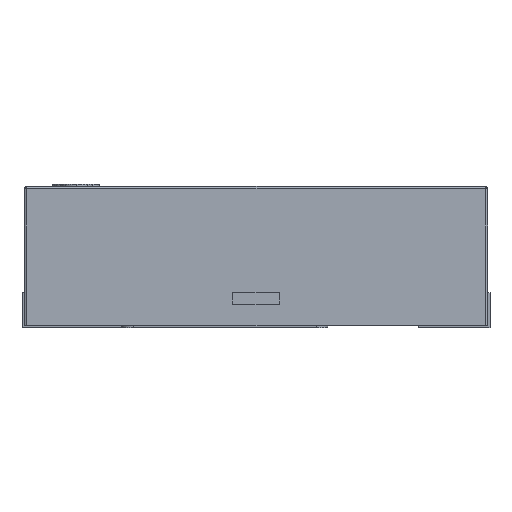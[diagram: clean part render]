
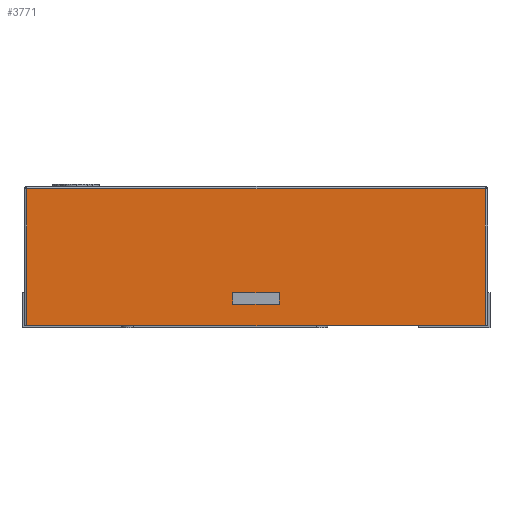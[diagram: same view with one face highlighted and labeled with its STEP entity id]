
A CAD part, left-side view. The second image highlights one B-rep face of the part: STEP entity #3771.
In plain terms, the highlighted planar face has unit normal (-1, 0, 0).
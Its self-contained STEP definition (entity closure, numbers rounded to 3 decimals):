
#248 = DIRECTION ( 'NONE',  ( 0., -1., 0. ) ) ;
#700 = ORIENTED_EDGE ( 'NONE', *, *, #6054, .F. ) ;
#1141 = CARTESIAN_POINT ( 'NONE',  ( -1., 0.99, -0.6 ) ) ;
#1288 = ORIENTED_EDGE ( 'NONE', *, *, #9951, .T. ) ;
#1371 = LINE ( 'NONE', #9147, #16444 ) ;
#1599 = CARTESIAN_POINT ( 'NONE',  ( -1., 0.99, -0.6 ) ) ;
#1658 = EDGE_CURVE ( 'NONE', #9340, #4247, #15683, .T. ) ;
#1786 = CARTESIAN_POINT ( 'NONE',  ( -1., 0.1, -0.458 ) ) ;
#2242 = DIRECTION ( 'NONE',  ( 0., -1., 0. ) ) ;
#2422 = VERTEX_POINT ( 'NONE', #2659 ) ;
#2659 = CARTESIAN_POINT ( 'NONE',  ( -1., -0.1, -0.508 ) ) ;
#2690 = VERTEX_POINT ( 'NONE', #4946 ) ;
#3024 = VECTOR ( 'NONE', #4422, 1000. ) ;
#3144 = LINE ( 'NONE', #1786, #3024 ) ;
#3771 = ADVANCED_FACE ( 'NONE', ( #6072, #9728 ), #10039, .T. ) ;
#3937 = VECTOR ( 'NONE', #8591, 1000. ) ;
#3976 = DIRECTION ( 'NONE',  ( 0., -1., 0. ) ) ;
#4124 = CARTESIAN_POINT ( 'NONE',  ( -1., -0.1, -0.458 ) ) ;
#4247 = VERTEX_POINT ( 'NONE', #16201 ) ;
#4291 = LINE ( 'NONE', #4124, #5967 ) ;
#4422 = DIRECTION ( 'NONE',  ( 0., 1., 0. ) ) ;
#4769 = EDGE_LOOP ( 'NONE', ( #13978, #700, #13896, #8840 ) ) ;
#4946 = CARTESIAN_POINT ( 'NONE',  ( -1., -0.1, -0.458 ) ) ;
#4947 = CARTESIAN_POINT ( 'NONE',  ( -1., 0.1, -0.458 ) ) ;
#5160 = VERTEX_POINT ( 'NONE', #10695 ) ;
#5217 = EDGE_LOOP ( 'NONE', ( #7901, #10144, #11625, #1288 ) ) ;
#5343 = CARTESIAN_POINT ( 'NONE',  ( -1., 1., -0.6 ) ) ;
#5372 = VECTOR ( 'NONE', #3976, 1000. ) ;
#5967 = VECTOR ( 'NONE', #10640, 1000. ) ;
#6054 = EDGE_CURVE ( 'NONE', #2690, #15196, #3144, .T. ) ;
#6072 = FACE_OUTER_BOUND ( 'NONE', #5217, .T. ) ;
#6680 = VECTOR ( 'NONE', #7814, 1000. ) ;
#6709 = CARTESIAN_POINT ( 'NONE',  ( -1., 0.1, -0.458 ) ) ;
#6798 = AXIS2_PLACEMENT_3D ( 'NONE', #16107, #9573, #2242 ) ;
#7545 = DIRECTION ( 'NONE',  ( 0., 0., -1. ) ) ;
#7804 = VECTOR ( 'NONE', #15374, 1000. ) ;
#7814 = DIRECTION ( 'NONE',  ( 0., 1., 0. ) ) ;
#7901 = ORIENTED_EDGE ( 'NONE', *, *, #10228, .T. ) ;
#8270 = LINE ( 'NONE', #14770, #3937 ) ;
#8348 = VERTEX_POINT ( 'NONE', #13853 ) ;
#8591 = DIRECTION ( 'NONE',  ( 0., 0., 1. ) ) ;
#8840 = ORIENTED_EDGE ( 'NONE', *, *, #13338, .F. ) ;
#9147 = CARTESIAN_POINT ( 'NONE',  ( -1., 0.1, -0.508 ) ) ;
#9340 = VERTEX_POINT ( 'NONE', #1599 ) ;
#9573 = DIRECTION ( 'NONE',  ( -1., 0., 0. ) ) ;
#9728 = FACE_BOUND ( 'NONE', #4769, .T. ) ;
#9951 = EDGE_CURVE ( 'NONE', #4247, #5160, #8270, .T. ) ;
#10039 = PLANE ( 'NONE',  #6798 ) ;
#10144 = ORIENTED_EDGE ( 'NONE', *, *, #16496, .T. ) ;
#10210 = VERTEX_POINT ( 'NONE', #15586 ) ;
#10228 = EDGE_CURVE ( 'NONE', #5160, #10210, #13382, .T. ) ;
#10625 = EDGE_CURVE ( 'NONE', #15196, #8348, #14029, .T. ) ;
#10640 = DIRECTION ( 'NONE',  ( 0., 0., 1. ) ) ;
#10695 = CARTESIAN_POINT ( 'NONE',  ( -1., -0.99, -0.01 ) ) ;
#10708 = VECTOR ( 'NONE', #7545, 1000. ) ;
#11625 = ORIENTED_EDGE ( 'NONE', *, *, #1658, .T. ) ;
#12464 = LINE ( 'NONE', #1141, #10708 ) ;
#13338 = EDGE_CURVE ( 'NONE', #8348, #2422, #1371, .T. ) ;
#13382 = LINE ( 'NONE', #15667, #6680 ) ;
#13853 = CARTESIAN_POINT ( 'NONE',  ( -1., 0.1, -0.508 ) ) ;
#13896 = ORIENTED_EDGE ( 'NONE', *, *, #15463, .F. ) ;
#13978 = ORIENTED_EDGE ( 'NONE', *, *, #10625, .F. ) ;
#14029 = LINE ( 'NONE', #4947, #7804 ) ;
#14770 = CARTESIAN_POINT ( 'NONE',  ( -1., -0.99, -0.6 ) ) ;
#15196 = VERTEX_POINT ( 'NONE', #6709 ) ;
#15374 = DIRECTION ( 'NONE',  ( 0., 0., -1. ) ) ;
#15463 = EDGE_CURVE ( 'NONE', #2422, #2690, #4291, .T. ) ;
#15586 = CARTESIAN_POINT ( 'NONE',  ( -1., 0.99, -0.01 ) ) ;
#15667 = CARTESIAN_POINT ( 'NONE',  ( -1., 1., -0.01 ) ) ;
#15683 = LINE ( 'NONE', #5343, #5372 ) ;
#16107 = CARTESIAN_POINT ( 'NONE',  ( -1., 1., -0.6 ) ) ;
#16201 = CARTESIAN_POINT ( 'NONE',  ( -1., -0.99, -0.6 ) ) ;
#16444 = VECTOR ( 'NONE', #248, 1000. ) ;
#16496 = EDGE_CURVE ( 'NONE', #10210, #9340, #12464, .T. ) ;
